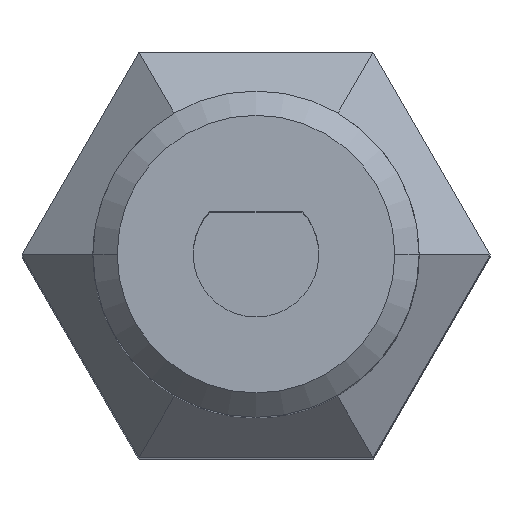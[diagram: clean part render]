
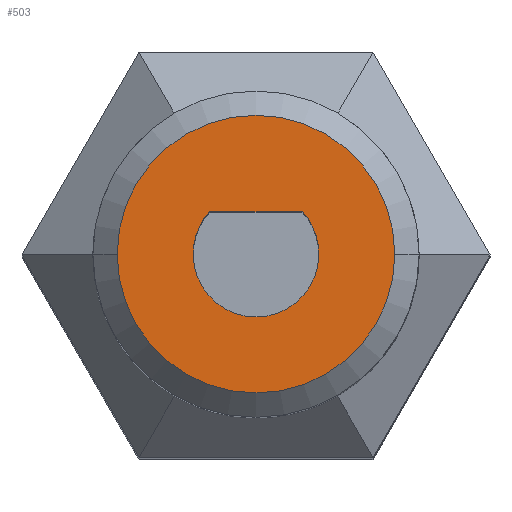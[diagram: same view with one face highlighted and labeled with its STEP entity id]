
A CAD part, top view. The second image highlights one B-rep face of the part: STEP entity #503.
In plain terms, the highlighted planar face has unit normal (0, 0, 1).
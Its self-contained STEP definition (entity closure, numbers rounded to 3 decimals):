
#29 = CIRCLE ( 'NONE', #305, 1.55 ) ;
#36 = CARTESIAN_POINT ( 'NONE',  ( -1.14, 1.05, 40.5 ) ) ;
#67 = DIRECTION ( 'NONE',  ( 0., 0., 1. ) ) ;
#84 = CIRCLE ( 'NONE', #527, 3.425 ) ;
#88 = CARTESIAN_POINT ( 'NONE',  ( 1.14, 1.05, 40.5 ) ) ;
#95 = CARTESIAN_POINT ( 'NONE',  ( 0., 0., 40.5 ) ) ;
#101 = CIRCLE ( 'NONE', #901, 1.55 ) ;
#111 = ORIENTED_EDGE ( 'NONE', *, *, #849, .T. ) ;
#114 = EDGE_LOOP ( 'NONE', ( #625, #111 ) ) ;
#139 = FACE_BOUND ( 'NONE', #1022, .T. ) ;
#158 = EDGE_CURVE ( 'NONE', #168, #1297, #101, .T. ) ;
#168 = VERTEX_POINT ( 'NONE', #1124 ) ;
#174 = ORIENTED_EDGE ( 'NONE', *, *, #158, .F. ) ;
#218 = DIRECTION ( 'NONE',  ( 0., 0., 1. ) ) ;
#234 = DIRECTION ( 'NONE',  ( 1., 0., 0. ) ) ;
#255 = EDGE_CURVE ( 'NONE', #725, #749, #29, .T. ) ;
#256 = VERTEX_POINT ( 'NONE', #1281 ) ;
#305 = AXIS2_PLACEMENT_3D ( 'NONE', #676, #67, #1165 ) ;
#310 = ORIENTED_EDGE ( 'NONE', *, *, #255, .F. ) ;
#344 = DIRECTION ( 'NONE',  ( 1., 0., 0. ) ) ;
#397 = AXIS2_PLACEMENT_3D ( 'NONE', #807, #404, #1220 ) ;
#404 = DIRECTION ( 'NONE',  ( 0., 0., 1. ) ) ;
#457 = VERTEX_POINT ( 'NONE', #724 ) ;
#488 = EDGE_CURVE ( 'NONE', #1297, #725, #732, .T. ) ;
#503 = ADVANCED_FACE ( 'NONE', ( #139, #513 ), #831, .T. ) ;
#513 = FACE_OUTER_BOUND ( 'NONE', #114, .T. ) ;
#527 = AXIS2_PLACEMENT_3D ( 'NONE', #737, #1141, #234 ) ;
#549 = AXIS2_PLACEMENT_3D ( 'NONE', #829, #218, #934 ) ;
#601 = VECTOR ( 'NONE', #814, 1000. ) ;
#625 = ORIENTED_EDGE ( 'NONE', *, *, #1099, .T. ) ;
#676 = CARTESIAN_POINT ( 'NONE',  ( 0., 0., 40.5 ) ) ;
#724 = CARTESIAN_POINT ( 'NONE',  ( 3.425, 0., 40.5 ) ) ;
#725 = VERTEX_POINT ( 'NONE', #1301 ) ;
#732 = LINE ( 'NONE', #36, #601 ) ;
#737 = CARTESIAN_POINT ( 'NONE',  ( 0., 0., 40.5 ) ) ;
#749 = VERTEX_POINT ( 'NONE', #803 ) ;
#803 = CARTESIAN_POINT ( 'NONE',  ( -1.55, 0., 40.5 ) ) ;
#807 = CARTESIAN_POINT ( 'NONE',  ( 0., 0., 40.5 ) ) ;
#814 = DIRECTION ( 'NONE',  ( -1., 0., 0. ) ) ;
#829 = CARTESIAN_POINT ( 'NONE',  ( 0., 0., 40.5 ) ) ;
#831 = PLANE ( 'NONE',  #936 ) ;
#849 = EDGE_CURVE ( 'NONE', #457, #256, #1118, .T. ) ;
#901 = AXIS2_PLACEMENT_3D ( 'NONE', #95, #1035, #344 ) ;
#934 = DIRECTION ( 'NONE',  ( 1., 0., 0. ) ) ;
#936 = AXIS2_PLACEMENT_3D ( 'NONE', #1050, #1136, #1128 ) ;
#1019 = EDGE_CURVE ( 'NONE', #749, #168, #1140, .T. ) ;
#1022 = EDGE_LOOP ( 'NONE', ( #310, #1166, #174, #1303 ) ) ;
#1035 = DIRECTION ( 'NONE',  ( 0., 0., 1. ) ) ;
#1050 = CARTESIAN_POINT ( 'NONE',  ( 0., 0., 40.5 ) ) ;
#1099 = EDGE_CURVE ( 'NONE', #256, #457, #84, .T. ) ;
#1118 = CIRCLE ( 'NONE', #397, 3.425 ) ;
#1124 = CARTESIAN_POINT ( 'NONE',  ( 1.55, 0., 40.5 ) ) ;
#1128 = DIRECTION ( 'NONE',  ( 1., 0., 0. ) ) ;
#1136 = DIRECTION ( 'NONE',  ( 0., 0., 1. ) ) ;
#1140 = CIRCLE ( 'NONE', #549, 1.55 ) ;
#1141 = DIRECTION ( 'NONE',  ( 0., 0., 1. ) ) ;
#1165 = DIRECTION ( 'NONE',  ( 1., 0., 0. ) ) ;
#1166 = ORIENTED_EDGE ( 'NONE', *, *, #488, .F. ) ;
#1220 = DIRECTION ( 'NONE',  ( 1., 0., 0. ) ) ;
#1281 = CARTESIAN_POINT ( 'NONE',  ( -3.425, 0., 40.5 ) ) ;
#1297 = VERTEX_POINT ( 'NONE', #88 ) ;
#1301 = CARTESIAN_POINT ( 'NONE',  ( -1.14, 1.05, 40.5 ) ) ;
#1303 = ORIENTED_EDGE ( 'NONE', *, *, #1019, .F. ) ;
